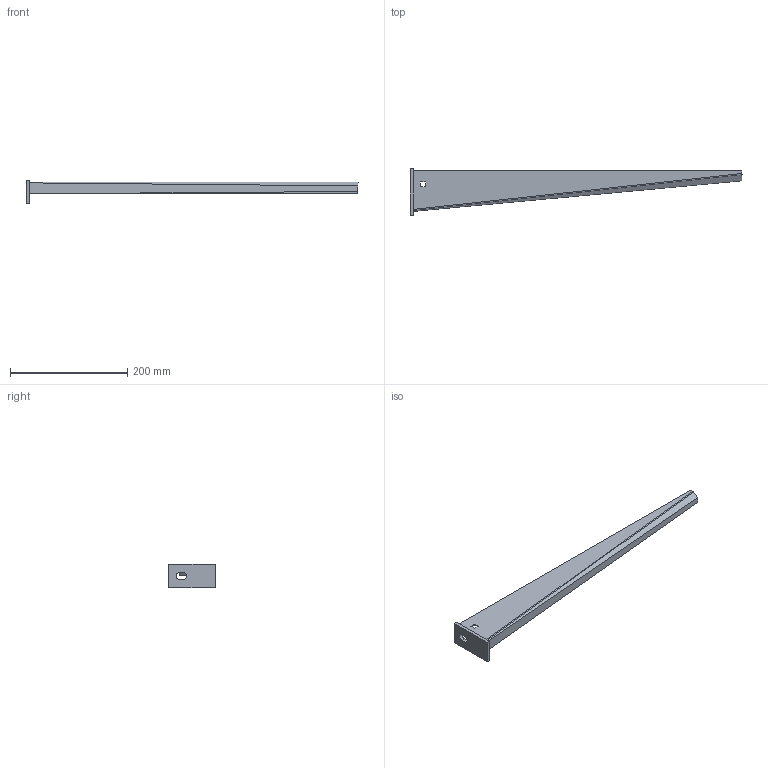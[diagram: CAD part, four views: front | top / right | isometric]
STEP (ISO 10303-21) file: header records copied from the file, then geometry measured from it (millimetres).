
FILE_DESCRIPTION (( 'STEP AP214' ), '1' );
FILE_NAME ('6420796.stp', '2024-06-14T06:22:38', ( '' ), ( '' ), 'SwSTEP 2.0', 'SolidWorks 2022', '' );
FILE_SCHEMA (( 'AUTOMOTIVE_DESIGN' ));
Length unit declared in the file: millimetre
Products named in the file (3): 6420796; KTS 04.020-031_80x40x6; 126753_Standard
Assembly tree (2 placements, depth 2):
  6420796
    126753_Standard
    KTS 04.020-031_80x40x6
Bounding box: 566.05 x 80 x 40 mm (x, y, z)
Volume: 94030.9 mm3; surface area: 91540.2 mm2
Topology: 2 solids, 2 shells, 68 faces, 184 edges, 120 vertices
Faces by surface type: plane 43, cylinder 20, bspline 5
Entity records: 2374 total; most frequent: CARTESIAN_POINT 548, ORIENTED_EDGE 368, DIRECTION 334, EDGE_CURVE 184, LINE 126, VECTOR 126, VERTEX_POINT 120, AXIS2_PLACEMENT_3D 104
